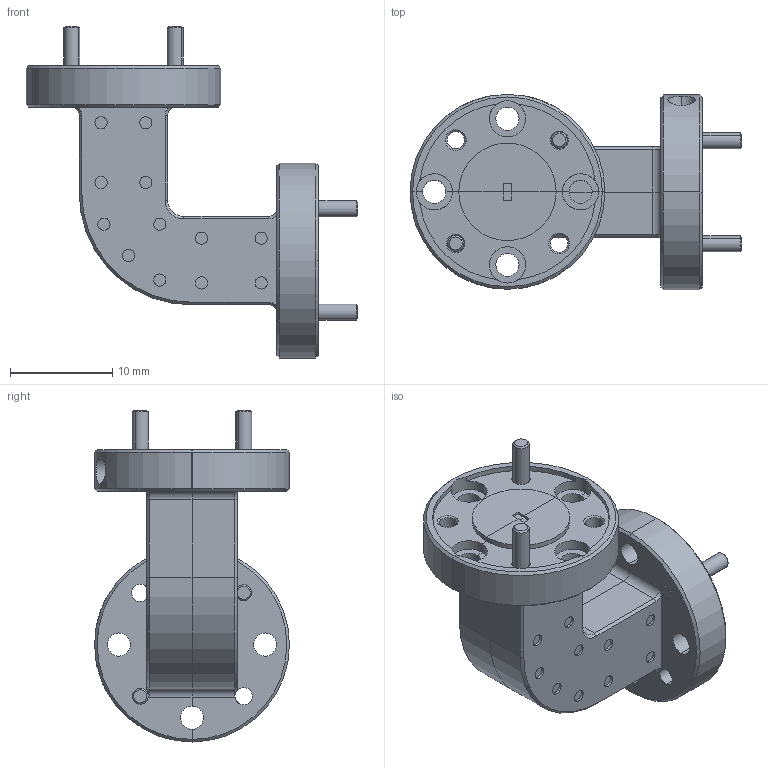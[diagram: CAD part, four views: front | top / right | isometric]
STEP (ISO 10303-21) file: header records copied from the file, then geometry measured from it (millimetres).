
FILE_DESCRIPTION (( 'STEP AP203' ), '1' );
FILE_NAME ('SWB-06090-E1.STEP', '2023-03-24T02:20:53', ( '' ), ( '' ), 'SwSTEP 2.0', 'SolidWorks 2021', '' );
FILE_SCHEMA (( 'CONFIG_CONTROL_DESIGN' ));
Length unit declared in the file: inch
Products named in the file (1): SWB-06090-E1
Bounding box: 32.45 x 19.05 x 32.45 mm (x, y, z)
Volume: 4007.1 mm3; surface area: 4223.5 mm2
Topology: 22 solids, 22 shells, 701 faces, 1499 edges, 898 vertices
Faces by surface type: plane 268, cone 229, cylinder 204
Entity records: 19424 total; most frequent: CARTESIAN_POINT 3959, DIRECTION 3417, ORIENTED_EDGE 2998, EDGE_CURVE 1499, AXIS2_PLACEMENT_3D 1352, VERTEX_POINT 898, EDGE_LOOP 781, VECTOR 713
